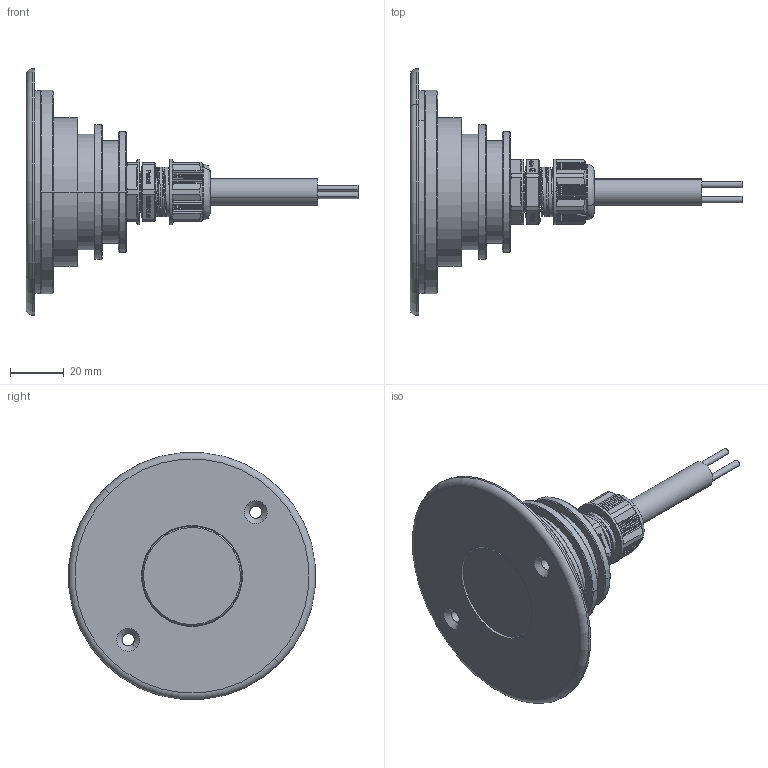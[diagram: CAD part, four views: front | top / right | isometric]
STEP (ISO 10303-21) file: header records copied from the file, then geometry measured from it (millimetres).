
FILE_DESCRIPTION (( 'STEP AP203' ), '1' );
FILE_NAME ('POOL STANDARD SLIM.STEP', '2023-04-11T06:36:47', ( '' ), ( '' ), 'SwSTEP 2.0', 'SolidWorks 2017', '' );
FILE_SCHEMA (( 'CONFIG_CONTROL_DESIGN' ));
Products named in the file (1): POOL STANDARD SLIM
Bounding box: 123.34 x 91.65 x 91.65 mm (x, y, z)
Surface area: 52812.7 mm2 (no closed solid volume)
Topology: 0 solids, 15 shells, 866 faces, 2242 edges, 1463 vertices
Faces by surface type: plane 442, bspline 167, cylinder 144, cone 91, torus 22
Full cylindrical faces by diameter (mm): 16.6 x2
Entity records: 34920 total; most frequent: CARTESIAN_POINT 15258, ORIENTED_EDGE 4419, DIRECTION 3376, EDGE_CURVE 2217, VERTEX_POINT 1460, AXIS2_PLACEMENT_3D 1130, VECTOR 1116, LINE 1116
